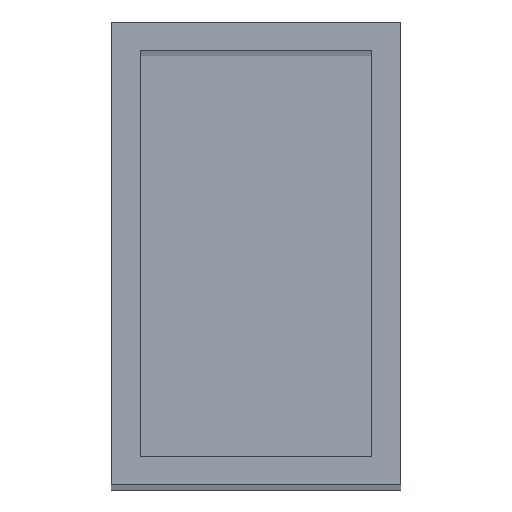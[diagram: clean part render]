
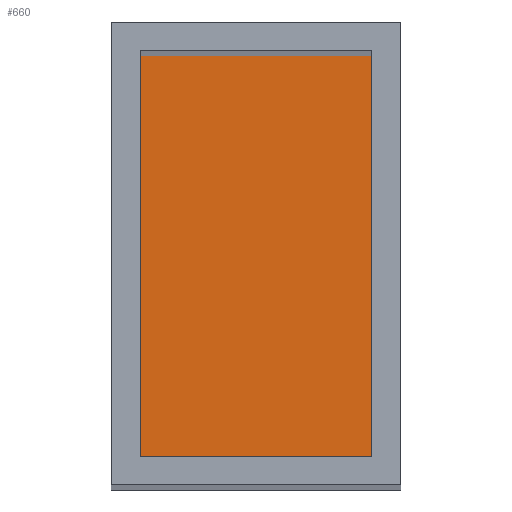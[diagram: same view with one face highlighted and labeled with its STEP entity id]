
A CAD part, top view. The second image highlights one B-rep face of the part: STEP entity #660.
In plain terms, the highlighted planar face has unit normal (0, 0, 1).
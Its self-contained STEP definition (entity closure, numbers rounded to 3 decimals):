
#366 = PLANE('',#367);
#367 = AXIS2_PLACEMENT_3D('',#368,#369,#370);
#368 = CARTESIAN_POINT('',(4.,8.,-50.));
#369 = DIRECTION('',(1.,-0.,-0.));
#370 = DIRECTION('',(0.,0.,-1.));
#394 = PLANE('',#395);
#395 = AXIS2_PLACEMENT_3D('',#396,#397,#398);
#396 = CARTESIAN_POINT('',(-5.,7.,-50.));
#397 = DIRECTION('',(-0.,-1.,-0.));
#398 = DIRECTION('',(0.,0.,-1.));
#422 = PLANE('',#423);
#423 = AXIS2_PLACEMENT_3D('',#424,#425,#426);
#424 = CARTESIAN_POINT('',(-4.,8.,-50.));
#425 = DIRECTION('',(1.,-0.,-0.));
#426 = DIRECTION('',(0.,0.,-1.));
#448 = PLANE('',#449);
#449 = AXIS2_PLACEMENT_3D('',#450,#451,#452);
#450 = CARTESIAN_POINT('',(-5.,-7.,-50.));
#451 = DIRECTION('',(-0.,-1.,-0.));
#452 = DIRECTION('',(0.,0.,-1.));
#465 = VERTEX_POINT('',#466);
#466 = CARTESIAN_POINT('',(-4.,7.,-49.));
#487 = EDGE_CURVE('',#488,#465,#490,.T.);
#488 = VERTEX_POINT('',#489);
#489 = CARTESIAN_POINT('',(-4.,-7.,-49.));
#490 = SURFACE_CURVE('',#491,(#495,#502),.PCURVE_S1.);
#491 = LINE('',#492,#493);
#492 = CARTESIAN_POINT('',(-4.,8.,-49.));
#493 = VECTOR('',#494,1.);
#494 = DIRECTION('',(-0.,1.,-0.));
#495 = PCURVE('',#422,#496);
#496 = DEFINITIONAL_REPRESENTATION('',(#497),#501);
#497 = LINE('',#498,#499);
#498 = CARTESIAN_POINT('',(-1.,0.));
#499 = VECTOR('',#500,1.);
#500 = DIRECTION('',(-0.,1.));
#501 = ( GEOMETRIC_REPRESENTATION_CONTEXT(2) 
PARAMETRIC_REPRESENTATION_CONTEXT() REPRESENTATION_CONTEXT('2D SPACE',''
  ) );
#502 = PCURVE('',#503,#508);
#503 = PLANE('',#504);
#504 = AXIS2_PLACEMENT_3D('',#505,#506,#507);
#505 = CARTESIAN_POINT('',(-5.,8.,-49.));
#506 = DIRECTION('',(-0.,-0.,1.));
#507 = DIRECTION('',(-1.,0.,0.));
#508 = DEFINITIONAL_REPRESENTATION('',(#509),#513);
#509 = LINE('',#510,#511);
#510 = CARTESIAN_POINT('',(-1.,-0.));
#511 = VECTOR('',#512,1.);
#512 = DIRECTION('',(-0.,-1.));
#513 = ( GEOMETRIC_REPRESENTATION_CONTEXT(2) 
PARAMETRIC_REPRESENTATION_CONTEXT() REPRESENTATION_CONTEXT('2D SPACE',''
  ) );
#541 = VERTEX_POINT('',#542);
#542 = CARTESIAN_POINT('',(4.,-7.,-49.));
#563 = EDGE_CURVE('',#488,#541,#564,.T.);
#564 = SURFACE_CURVE('',#565,(#569,#576),.PCURVE_S1.);
#565 = LINE('',#566,#567);
#566 = CARTESIAN_POINT('',(-5.,-7.,-49.));
#567 = VECTOR('',#568,1.);
#568 = DIRECTION('',(1.,-0.,-0.));
#569 = PCURVE('',#448,#570);
#570 = DEFINITIONAL_REPRESENTATION('',(#571),#575);
#571 = LINE('',#572,#573);
#572 = CARTESIAN_POINT('',(-1.,0.));
#573 = VECTOR('',#574,1.);
#574 = DIRECTION('',(-0.,1.));
#575 = ( GEOMETRIC_REPRESENTATION_CONTEXT(2) 
PARAMETRIC_REPRESENTATION_CONTEXT() REPRESENTATION_CONTEXT('2D SPACE',''
  ) );
#576 = PCURVE('',#503,#577);
#577 = DEFINITIONAL_REPRESENTATION('',(#578),#582);
#578 = LINE('',#579,#580);
#579 = CARTESIAN_POINT('',(-0.,15.));
#580 = VECTOR('',#581,1.);
#581 = DIRECTION('',(-1.,0.));
#582 = ( GEOMETRIC_REPRESENTATION_CONTEXT(2) 
PARAMETRIC_REPRESENTATION_CONTEXT() REPRESENTATION_CONTEXT('2D SPACE',''
  ) );
#590 = VERTEX_POINT('',#591);
#591 = CARTESIAN_POINT('',(4.,7.,-49.));
#612 = EDGE_CURVE('',#541,#590,#613,.T.);
#613 = SURFACE_CURVE('',#614,(#618,#625),.PCURVE_S1.);
#614 = LINE('',#615,#616);
#615 = CARTESIAN_POINT('',(4.,8.,-49.));
#616 = VECTOR('',#617,1.);
#617 = DIRECTION('',(-0.,1.,-0.));
#618 = PCURVE('',#366,#619);
#619 = DEFINITIONAL_REPRESENTATION('',(#620),#624);
#620 = LINE('',#621,#622);
#621 = CARTESIAN_POINT('',(-1.,0.));
#622 = VECTOR('',#623,1.);
#623 = DIRECTION('',(-0.,1.));
#624 = ( GEOMETRIC_REPRESENTATION_CONTEXT(2) 
PARAMETRIC_REPRESENTATION_CONTEXT() REPRESENTATION_CONTEXT('2D SPACE',''
  ) );
#625 = PCURVE('',#503,#626);
#626 = DEFINITIONAL_REPRESENTATION('',(#627),#631);
#627 = LINE('',#628,#629);
#628 = CARTESIAN_POINT('',(-9.,-0.));
#629 = VECTOR('',#630,1.);
#630 = DIRECTION('',(-0.,-1.));
#631 = ( GEOMETRIC_REPRESENTATION_CONTEXT(2) 
PARAMETRIC_REPRESENTATION_CONTEXT() REPRESENTATION_CONTEXT('2D SPACE',''
  ) );
#639 = EDGE_CURVE('',#465,#590,#640,.T.);
#640 = SURFACE_CURVE('',#641,(#645,#652),.PCURVE_S1.);
#641 = LINE('',#642,#643);
#642 = CARTESIAN_POINT('',(-5.,7.,-49.));
#643 = VECTOR('',#644,1.);
#644 = DIRECTION('',(1.,-0.,-0.));
#645 = PCURVE('',#394,#646);
#646 = DEFINITIONAL_REPRESENTATION('',(#647),#651);
#647 = LINE('',#648,#649);
#648 = CARTESIAN_POINT('',(-1.,0.));
#649 = VECTOR('',#650,1.);
#650 = DIRECTION('',(-0.,1.));
#651 = ( GEOMETRIC_REPRESENTATION_CONTEXT(2) 
PARAMETRIC_REPRESENTATION_CONTEXT() REPRESENTATION_CONTEXT('2D SPACE',''
  ) );
#652 = PCURVE('',#503,#653);
#653 = DEFINITIONAL_REPRESENTATION('',(#654),#658);
#654 = LINE('',#655,#656);
#655 = CARTESIAN_POINT('',(-0.,1.));
#656 = VECTOR('',#657,1.);
#657 = DIRECTION('',(-1.,0.));
#658 = ( GEOMETRIC_REPRESENTATION_CONTEXT(2) 
PARAMETRIC_REPRESENTATION_CONTEXT() REPRESENTATION_CONTEXT('2D SPACE',''
  ) );
#660 = ADVANCED_FACE('',(#661),#503,.T.);
#661 = FACE_BOUND('',#662,.F.);
#662 = EDGE_LOOP('',(#663,#664,#665,#666));
#663 = ORIENTED_EDGE('',*,*,#487,.T.);
#664 = ORIENTED_EDGE('',*,*,#639,.T.);
#665 = ORIENTED_EDGE('',*,*,#612,.F.);
#666 = ORIENTED_EDGE('',*,*,#563,.F.);
